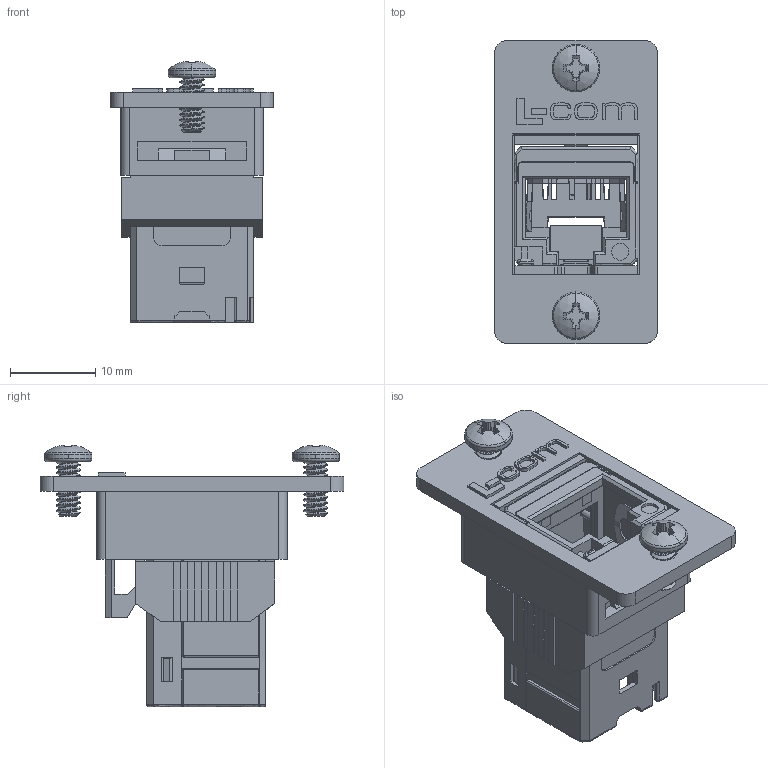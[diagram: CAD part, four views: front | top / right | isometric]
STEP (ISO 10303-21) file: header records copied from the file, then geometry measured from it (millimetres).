
FILE_DESCRIPTION (( 'STEP AP214' ), '1' );
FILE_NAME ('ECF504-SC6A-DC_3D.STEP', '2021-07-29T19:51:31', ( '' ), ( '' ), 'SwSTEP 2.0', 'SolidWorks 2021', '' );
FILE_SCHEMA (( 'AUTOMOTIVE_DESIGN' ));
Length unit declared in the file: inch
Products named in the file (5): 91772A106_91772A106; ECF504-SC6A-DC_3D; ECF-SK_with Global Connectivity logo; TDG1026KS-C6A-DC; ECF-DC
Assembly tree (5 placements, depth 2):
  ECF504-SC6A-DC_3D
    ECF-SK_with Global Connectivity logo
    ECF-DC
    TDG1026KS-C6A-DC
    91772A106_91772A106  x2
Bounding box: 19.05 x 35.56 x 30.64 mm (x, y, z)
Volume: 5189.7 mm3; surface area: 13026.7 mm2
Topology: 12 solids, 12 shells, 2580 faces, 7646 edges, 4959 vertices
Faces by surface type: bspline 2166, plane 220, cylinder 164, cone 18, torus 8, sphere 4
Entity records: 85799 total; most frequent: CARTESIAN_POINT 26403, ORIENTED_EDGE 14676, DIRECTION 7939, EDGE_CURVE 7338, LINE 5991, VECTOR 5991, VERTEX_POINT 4762, EDGE_LOOP 2526
